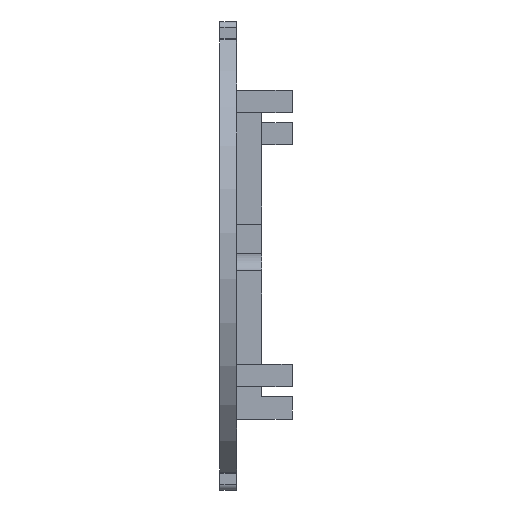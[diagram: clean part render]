
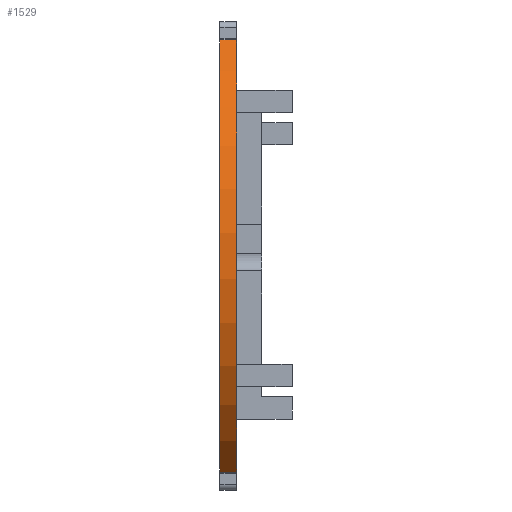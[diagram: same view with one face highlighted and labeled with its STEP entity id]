
A CAD part, left-side view. The second image highlights one B-rep face of the part: STEP entity #1529.
In plain terms, the highlighted cylindrical face has radius 49.5 mm (diameter 99 mm), a partial arc.
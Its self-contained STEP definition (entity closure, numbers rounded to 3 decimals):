
#169=FACE_OUTER_BOUND('',#261,.T.);
#261=EDGE_LOOP('',(#1385,#1386,#1387,#1388));
#433=LINE('',#2419,#607);
#442=LINE('',#2444,#616);
#607=VECTOR('',#1967,3.);
#616=VECTOR('',#1992,3.);
#638=CIRCLE('',#1553,49.5);
#661=CIRCLE('',#1640,49.5);
#683=VERTEX_POINT('',#2102);
#684=VERTEX_POINT('',#2104);
#791=VERTEX_POINT('',#2416);
#800=VERTEX_POINT('',#2441);
#829=EDGE_CURVE('',#683,#684,#638,.T.);
#984=EDGE_CURVE('',#683,#791,#433,.F.);
#997=EDGE_CURVE('',#800,#684,#442,.T.);
#1012=EDGE_CURVE('',#791,#800,#661,.T.);
#1385=ORIENTED_EDGE('',*,*,#1012,.T.);
#1386=ORIENTED_EDGE('',*,*,#997,.T.);
#1387=ORIENTED_EDGE('',*,*,#829,.F.);
#1388=ORIENTED_EDGE('',*,*,#984,.T.);
#1453=CYLINDRICAL_SURFACE('',#1639,49.5);
#1529=ADVANCED_FACE('',(#169),#1453,.T.);
#1553=AXIS2_PLACEMENT_3D('',#2105,#1692,#1693);
#1639=AXIS2_PLACEMENT_3D('',#2473,#2024,#2025);
#1640=AXIS2_PLACEMENT_3D('',#2474,#2026,#2027);
#1692=DIRECTION('center_axis',(0.,-1.,0.));
#1693=DIRECTION('ref_axis',(0.,0.,-1.));
#1967=DIRECTION('',(0.,-1.,0.));
#1992=DIRECTION('',(0.,-1.,0.));
#2024=DIRECTION('center_axis',(0.,-1.,0.));
#2025=DIRECTION('ref_axis',(0.,0.,-1.));
#2026=DIRECTION('center_axis',(0.,-1.,0.));
#2027=DIRECTION('ref_axis',(0.,0.,-1.));
#2102=CARTESIAN_POINT('',(-30.759,-10.5,38.888));
#2104=CARTESIAN_POINT('',(-30.759,-10.5,-38.68));
#2105=CARTESIAN_POINT('Origin',(0.,-10.5,0.104));
#2416=CARTESIAN_POINT('',(-30.759,-7.5,38.888));
#2419=CARTESIAN_POINT('',(-30.759,-7.5,38.888));
#2441=CARTESIAN_POINT('',(-30.759,-7.5,-38.68));
#2444=CARTESIAN_POINT('',(-30.759,-7.5,-38.68));
#2473=CARTESIAN_POINT('Origin',(0.,-7.5,0.104));
#2474=CARTESIAN_POINT('Origin',(0.,-7.5,0.104));
